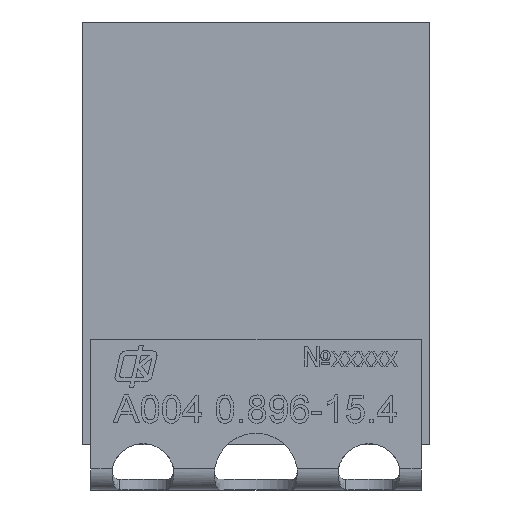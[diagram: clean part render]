
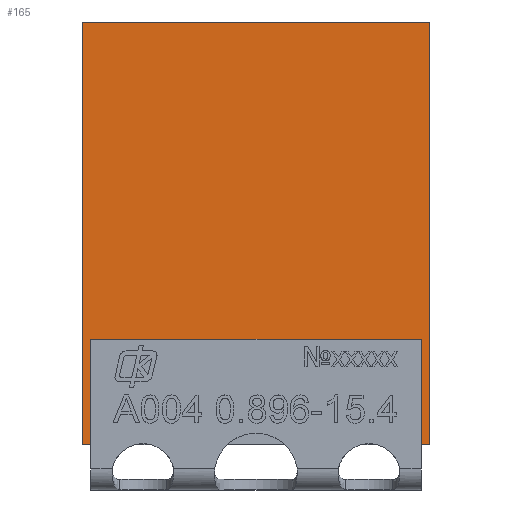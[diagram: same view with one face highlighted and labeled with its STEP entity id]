
A CAD part, top view. The second image highlights one B-rep face of the part: STEP entity #165.
In plain terms, the highlighted planar face has unit normal (0, 0, 1).
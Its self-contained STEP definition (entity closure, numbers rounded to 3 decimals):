
#165=ADVANCED_FACE('',(#3811),#3813,.F.);
#3811=FACE_BOUND('',#3812,.T.);
#3812=EDGE_LOOP('',(#9692,#9693,#9694,#9695,#9696,#9697,#9698,#9699));
#3813=PLANE('',#3814);
#3814=AXIS2_PLACEMENT_3D('',#3815,#3816,#3817);
#3815=CARTESIAN_POINT('',(-5.,6.075,1.8));
#3816=DIRECTION('',(0.,0.,-1.));
#3817=DIRECTION('',(-1.,0.,0.));
#9692=ORIENTED_EDGE('',*,*,#11834,.T.);
#9693=ORIENTED_EDGE('',*,*,#11835,.T.);
#9694=ORIENTED_EDGE('',*,*,#11836,.F.);
#9695=ORIENTED_EDGE('',*,*,#11793,.F.);
#9696=ORIENTED_EDGE('',*,*,#11837,.F.);
#9697=ORIENTED_EDGE('',*,*,#11838,.T.);
#9698=ORIENTED_EDGE('',*,*,#11839,.F.);
#9699=ORIENTED_EDGE('',*,*,#11840,.T.);
#11793=EDGE_CURVE('',#12879,#12871,#12881,.T.);
#11834=EDGE_CURVE('',#12960,#12961,#12962,.T.);
#11835=EDGE_CURVE('',#12961,#12963,#12964,.T.);
#11836=EDGE_CURVE('',#12871,#12963,#12965,.T.);
#11837=EDGE_CURVE('',#12966,#12879,#12967,.T.);
#11838=EDGE_CURVE('',#12966,#12968,#12969,.T.);
#11839=EDGE_CURVE('',#12970,#12968,#12971,.T.);
#11840=EDGE_CURVE('',#12970,#12960,#12972,.T.);
#12871=VERTEX_POINT('',#14668);
#12879=VERTEX_POINT('',#14684);
#12881=LINE('',#14688,#14689);
#12960=VERTEX_POINT('',#14849);
#12961=VERTEX_POINT('',#14850);
#12962=LINE('',#14851,#14852);
#12963=VERTEX_POINT('',#14854);
#12964=LINE('',#14855,#14856);
#12965=LINE('',#14858,#14859);
#12966=VERTEX_POINT('',#14861);
#12967=LINE('',#14862,#14863);
#12968=VERTEX_POINT('',#14865);
#12969=LINE('',#14866,#14867);
#12970=VERTEX_POINT('',#14869);
#12971=LINE('',#14870,#14871);
#12972=LINE('',#14873,#14874);
#14668=CARTESIAN_POINT('',(5.,-6.074,1.8));
#14684=CARTESIAN_POINT('',(5.,6.075,1.8));
#14688=CARTESIAN_POINT('',(5.,6.075,1.8));
#14689=VECTOR('',#14690,1.);
#14690=DIRECTION('',(0.,-1.,0.));
#14849=CARTESIAN_POINT('',(-4.75,-3.05,1.8));
#14850=CARTESIAN_POINT('',(4.75,-3.05,1.8));
#14851=CARTESIAN_POINT('',(-4.75,-3.05,1.8));
#14852=VECTOR('',#14853,1.);
#14853=DIRECTION('',(1.,0.,0.));
#14854=CARTESIAN_POINT('',(4.75,-6.074,1.8));
#14855=CARTESIAN_POINT('',(4.75,-3.05,1.8));
#14856=VECTOR('',#14857,1.);
#14857=DIRECTION('',(0.,-1.,0.));
#14858=CARTESIAN_POINT('',(5.,-6.074,1.8));
#14859=VECTOR('',#14860,1.);
#14860=DIRECTION('',(-1.,0.,0.));
#14861=CARTESIAN_POINT('',(-5.,6.075,1.8));
#14862=CARTESIAN_POINT('',(-5.,6.075,1.8));
#14863=VECTOR('',#14864,1.);
#14864=DIRECTION('',(1.,0.,0.));
#14865=CARTESIAN_POINT('',(-5.,-6.074,1.8));
#14866=CARTESIAN_POINT('',(-5.,6.075,1.8));
#14867=VECTOR('',#14868,1.);
#14868=DIRECTION('',(0.,-1.,0.));
#14869=CARTESIAN_POINT('',(-4.75,-6.074,1.8));
#14870=CARTESIAN_POINT('',(-4.75,-6.074,1.8));
#14871=VECTOR('',#14872,1.);
#14872=DIRECTION('',(-1.,0.,0.));
#14873=CARTESIAN_POINT('',(-4.75,-6.074,1.8));
#14874=VECTOR('',#14875,1.);
#14875=DIRECTION('',(0.,1.,0.));
